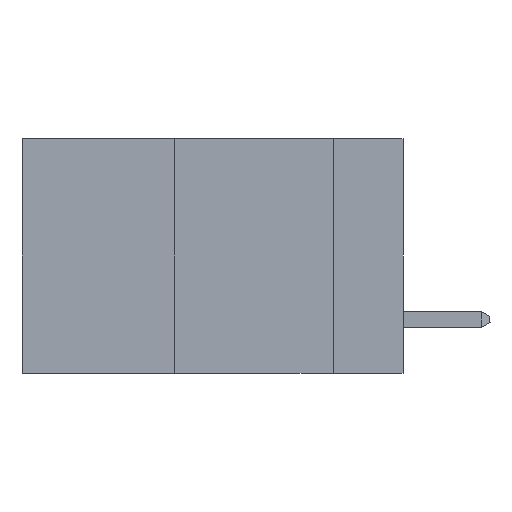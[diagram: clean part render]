
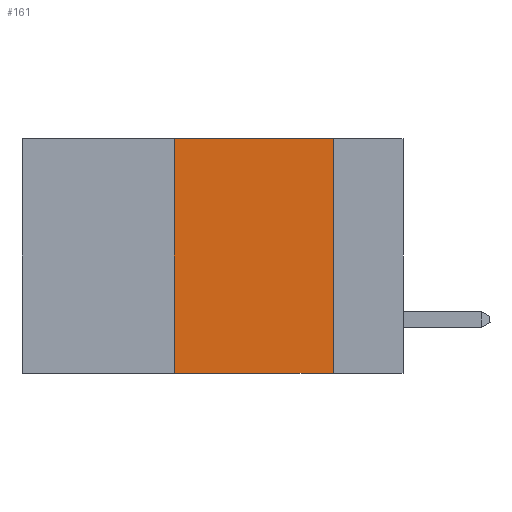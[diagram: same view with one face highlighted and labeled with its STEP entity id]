
A CAD part, left-side view. The second image highlights one B-rep face of the part: STEP entity #161.
In plain terms, the highlighted planar face has unit normal (-1, 0, 0).
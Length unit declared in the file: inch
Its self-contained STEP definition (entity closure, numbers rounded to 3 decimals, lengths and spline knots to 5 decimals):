
#15 = EDGE_CURVE ( 'NONE', #4908, #8204, #7961, .T. ) ;
#161 = ADVANCED_FACE ( 'NONE', ( #7180 ), #1258, .F. ) ;
#1059 = CARTESIAN_POINT ( 'NONE',  ( 0., 0.36, 0. ) ) ;
#1258 = PLANE ( 'NONE',  #3602 ) ;
#1364 = CARTESIAN_POINT ( 'NONE',  ( 0., 0.11, 0. ) ) ;
#1623 = VERTEX_POINT ( 'NONE', #4582 ) ;
#1706 = CARTESIAN_POINT ( 'NONE',  ( 0., 0.6, -0.37 ) ) ;
#1726 = VECTOR ( 'NONE', #3810, 39.37008 ) ;
#2074 = CARTESIAN_POINT ( 'NONE',  ( 0., 0.11, 0. ) ) ;
#2337 = VECTOR ( 'NONE', #6034, 39.37008 ) ;
#3486 = DIRECTION ( 'NONE',  ( 0., 0., -1. ) ) ;
#3602 = AXIS2_PLACEMENT_3D ( 'NONE', #6749, #5435, #6059 ) ;
#3810 = DIRECTION ( 'NONE',  ( 0., 0., 1. ) ) ;
#4146 = ORIENTED_EDGE ( 'NONE', *, *, #15, .F. ) ;
#4515 = EDGE_CURVE ( 'NONE', #4908, #1623, #6019, .T. ) ;
#4582 = CARTESIAN_POINT ( 'NONE',  ( 0., 0.11, -0.37 ) ) ;
#4908 = VERTEX_POINT ( 'NONE', #6066 ) ;
#5014 = EDGE_LOOP ( 'NONE', ( #7669, #7654, #4146, #7217 ) ) ;
#5357 = LINE ( 'NONE', #6002, #2337 ) ;
#5435 = DIRECTION ( 'NONE',  ( 1., 0., 0. ) ) ;
#5559 = LINE ( 'NONE', #1364, #5857 ) ;
#5736 = EDGE_CURVE ( 'NONE', #8204, #7112, #5357, .T. ) ;
#5857 = VECTOR ( 'NONE', #3486, 39.37008 ) ;
#6002 = CARTESIAN_POINT ( 'NONE',  ( 0., 0.6, 0. ) ) ;
#6019 = LINE ( 'NONE', #1706, #7280 ) ;
#6034 = DIRECTION ( 'NONE',  ( 0., -1., 0. ) ) ;
#6059 = DIRECTION ( 'NONE',  ( 0., 0., -1. ) ) ;
#6066 = CARTESIAN_POINT ( 'NONE',  ( 0., 0.36, -0.37 ) ) ;
#6521 = DIRECTION ( 'NONE',  ( 0., -1., 0. ) ) ;
#6545 = EDGE_CURVE ( 'NONE', #7112, #1623, #5559, .T. ) ;
#6749 = CARTESIAN_POINT ( 'NONE',  ( 0., 0.6, 0. ) ) ;
#7112 = VERTEX_POINT ( 'NONE', #2074 ) ;
#7180 = FACE_OUTER_BOUND ( 'NONE', #5014, .T. ) ;
#7217 = ORIENTED_EDGE ( 'NONE', *, *, #4515, .T. ) ;
#7280 = VECTOR ( 'NONE', #6521, 39.37008 ) ;
#7654 = ORIENTED_EDGE ( 'NONE', *, *, #5736, .F. ) ;
#7669 = ORIENTED_EDGE ( 'NONE', *, *, #6545, .F. ) ;
#7867 = CARTESIAN_POINT ( 'NONE',  ( 0., 0.36, 0. ) ) ;
#7961 = LINE ( 'NONE', #1059, #1726 ) ;
#8204 = VERTEX_POINT ( 'NONE', #7867 ) ;
